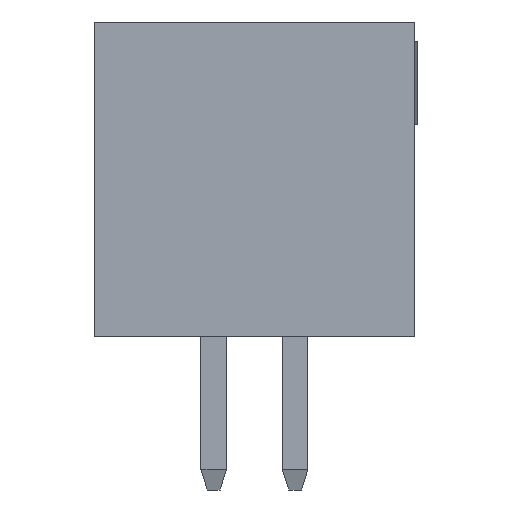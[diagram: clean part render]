
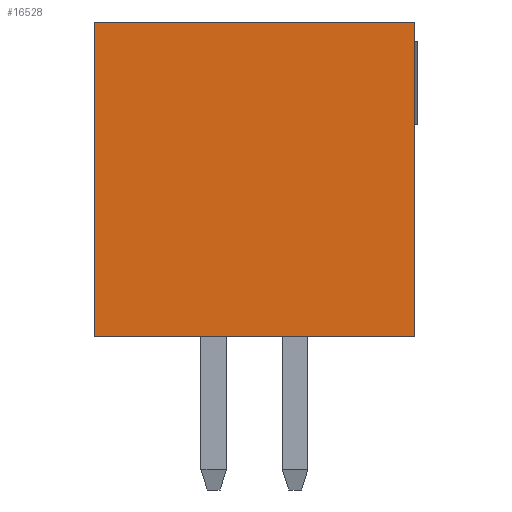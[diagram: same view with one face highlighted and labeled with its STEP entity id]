
A CAD part, left-side view. The second image highlights one B-rep face of the part: STEP entity #16528.
In plain terms, the highlighted planar face has unit normal (-1, 0, 0).
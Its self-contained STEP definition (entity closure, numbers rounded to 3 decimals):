
#2521=ORIENTED_EDGE('',*,*,#4806,.F.);
#2522=ORIENTED_EDGE('',*,*,#4774,.F.);
#2523=ORIENTED_EDGE('',*,*,#3803,.T.);
#2524=ORIENTED_EDGE('',*,*,#5110,.T.);
#3803=EDGE_CURVE('',#5588,#5587,#6739,.T.);
#4774=EDGE_CURVE('',#5588,#6268,#7710,.T.);
#4806=EDGE_CURVE('',#6268,#6275,#7742,.T.);
#5110=EDGE_CURVE('',#5587,#6275,#8046,.T.);
#5587=VERTEX_POINT('',#20499);
#5588=VERTEX_POINT('',#20501);
#6268=VERTEX_POINT('',#22417);
#6275=VERTEX_POINT('',#22457);
#6739=LINE('',#20500,#8523);
#7710=LINE('',#22416,#9494);
#7742=LINE('',#22456,#9526);
#8046=LINE('',#23062,#9830);
#8523=VECTOR('',#17430,1000.);
#9494=VECTOR('',#18931,1000.);
#9526=VECTOR('',#18965,1000.);
#9830=VECTOR('',#19429,1000.);
#10696=EDGE_LOOP('',(#2521,#2522,#2523,#2524));
#11334=FACE_BOUND('',#10696,.T.);
#11921=PLANE('',#17126);
#16528=ADVANCED_FACE('',(#11334),#11921,.T.);
#17126=AXIS2_PLACEMENT_3D('',#23063,#19430,#19431);
#17430=DIRECTION('',(0.,0.,1.));
#18931=DIRECTION('',(0.,1.,0.));
#18965=DIRECTION('',(0.,0.,1.));
#19429=DIRECTION('',(0.,1.,0.));
#19430=DIRECTION('',(-1.,0.,0.));
#19431=DIRECTION('',(0.,0.,1.));
#20499=CARTESIAN_POINT('',(-19.05,-2.5,2.45));
#20500=CARTESIAN_POINT('',(-19.05,-2.5,-2.45));
#20501=CARTESIAN_POINT('',(-19.05,-2.5,-2.45));
#22416=CARTESIAN_POINT('',(-19.05,-2.5,-2.45));
#22417=CARTESIAN_POINT('',(-19.05,2.5,-2.45));
#22456=CARTESIAN_POINT('',(-19.05,2.5,-2.45));
#22457=CARTESIAN_POINT('',(-19.05,2.5,2.45));
#23062=CARTESIAN_POINT('',(-19.05,-2.5,2.45));
#23063=CARTESIAN_POINT('',(-19.05,-2.5,-2.45));
